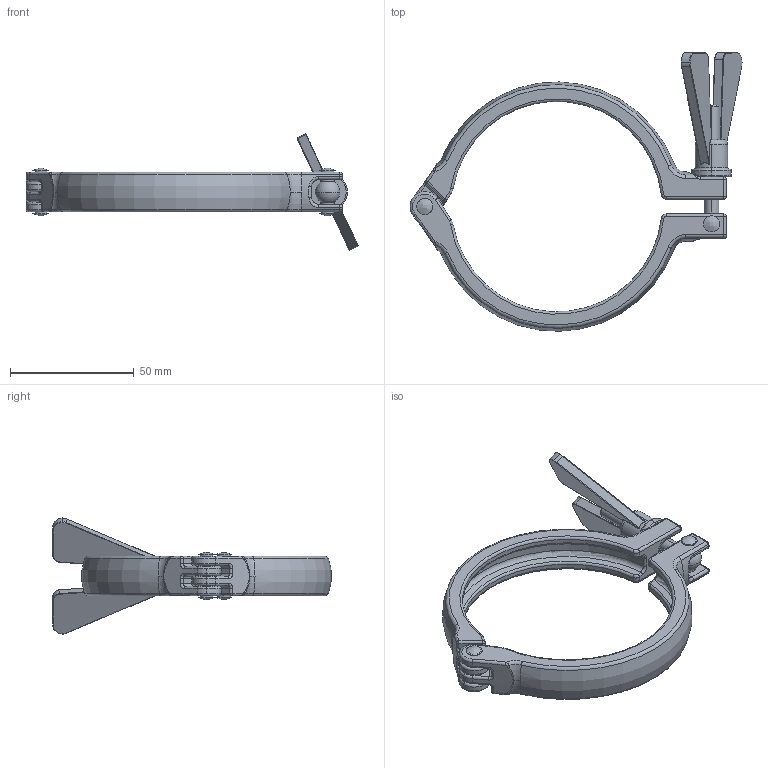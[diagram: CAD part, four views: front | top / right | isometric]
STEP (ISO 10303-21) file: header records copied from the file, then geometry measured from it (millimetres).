
FILE_DESCRIPTION (( 'STEP AP214' ), '1' );
FILE_NAME ('CL.S.0300 BLOCK.STEP', '2020-05-14T08:49:51', ( '' ), ( '' ), 'SwSTEP 2.0', 'SolidWorks 2020', '' );
FILE_SCHEMA (( 'AUTOMOTIVE_DESIGN' ));
Length unit declared in the file: millimetre
Products named in the file (1): CL.S.0300 BLOCK
Bounding box: 134.06 x 112.44 x 46.87 mm (x, y, z)
Volume: 36258.4 mm3; surface area: 22014.8 mm2
Topology: 1 solids, 1 shells, 438 faces, 1022 edges, 579 vertices
Faces by surface type: cylinder 157, torus 106, bspline 91, plane 51, sphere 26, cone 7
Entity records: 16176 total; most frequent: CARTESIAN_POINT 6394, DIRECTION 2040, ORIENTED_EDGE 1986, EDGE_CURVE 993, AXIS2_PLACEMENT_3D 894, VERTEX_POINT 572, CIRCLE 546, EDGE_LOOP 459
